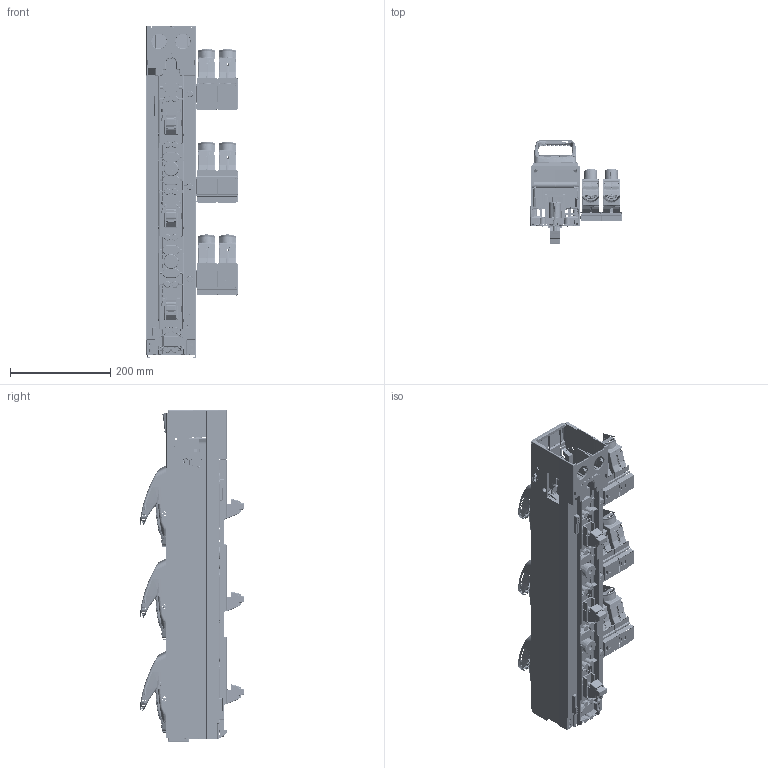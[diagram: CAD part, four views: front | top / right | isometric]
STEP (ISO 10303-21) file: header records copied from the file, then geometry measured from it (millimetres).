
FILE_DESCRIPTION((''),'2;1');
FILE_NAME('ZLBM3-1P-Z-2SC','2021-08-06T13:17:33',('FIKASAV3'),(''),'CREO PARAMETRIC BY PTC INC, 2020184','CREO PARAMETRIC BY PTC INC, 2020184','');
FILE_SCHEMA(('AUTOMOTIVE_DESIGN { 1 0 10303 214 1 1 1 1 }'));
Products named in the file (1): ZLBM3-1P-Z-2SC
Bounding box: 182.52 x 208.75 x 662.3 mm (x, y, z)
Volume: 4395314.7 mm3; surface area: 1480588.5 mm2
Topology: 1 solids, 1555 shells, 8718 faces, 57399 edges, 49120 vertices
Faces by surface type: plane 4554, cylinder 2356, bspline 626, torus 503, cone 419, sphere 210, extrusion 50
Entity records: 931800 total; most frequent: CARTESIAN_POINT 473156, ORIENTED_EDGE 68507, DIRECTION 65961, EDGE_CURVE 57269, VERTEX_POINT 49108, VECTOR 30276, LINE 30226, AXIS2_PLACEMENT_3D 17841
